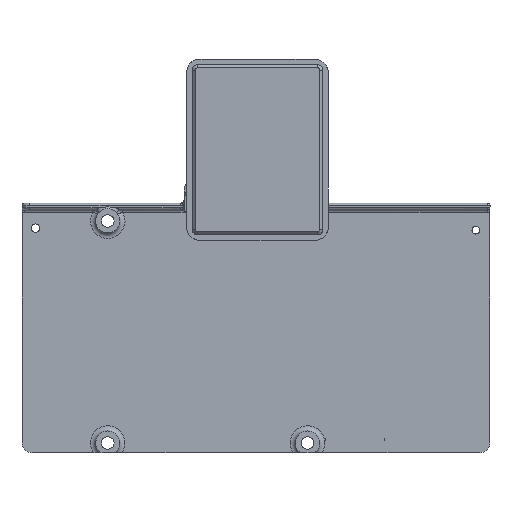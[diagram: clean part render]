
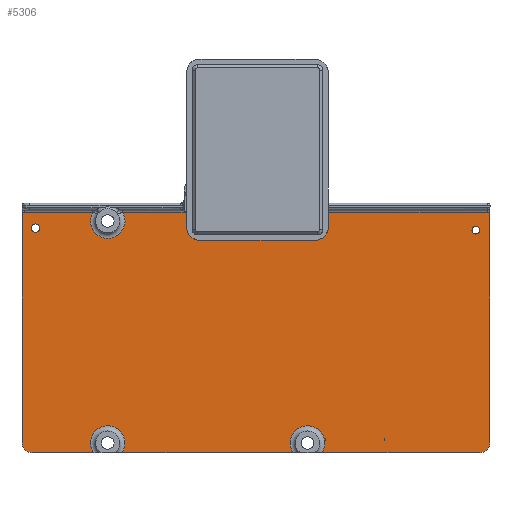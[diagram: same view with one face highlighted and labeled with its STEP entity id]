
A CAD part, top view. The second image highlights one B-rep face of the part: STEP entity #5306.
In plain terms, the highlighted planar face has unit normal (0, 0, 1).
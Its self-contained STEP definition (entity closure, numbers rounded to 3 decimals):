
#153=FACE_BOUND('',#1134,.T.);
#154=FACE_BOUND('',#1135,.T.);
#155=FACE_BOUND('',#1136,.T.);
#156=FACE_BOUND('',#1137,.T.);
#426=CIRCLE('',#5756,2.);
#443=CIRCLE('',#5785,2.);
#447=CIRCLE('',#5792,6.6);
#457=CIRCLE('',#5814,4.);
#458=CIRCLE('',#5815,6.6);
#459=CIRCLE('',#5816,6.6);
#460=CIRCLE('',#5817,4.);
#461=CIRCLE('',#5818,6.6);
#462=CIRCLE('',#5819,1.619);
#463=CIRCLE('',#5820,1.45);
#464=CIRCLE('',#5821,1.45);
#465=CIRCLE('',#5822,1.45);
#807=FACE_OUTER_BOUND('',#1133,.T.);
#1133=EDGE_LOOP('',(#4574,#4575,#4576,#4577,#4578,#4579,#4580,#4581,#4582,
#4583,#4584,#4585,#4586,#4587,#4588,#4589));
#1134=EDGE_LOOP('',(#4590));
#1135=EDGE_LOOP('',(#4591,#4592));
#1136=EDGE_LOOP('',(#4593));
#1137=EDGE_LOOP('',(#4594,#4595));
#1557=LINE('',#9129,#1996);
#1564=LINE('',#9423,#2003);
#1577=LINE('',#9624,#2016);
#1589=LINE('',#9903,#2028);
#1595=LINE('',#9929,#2034);
#1596=LINE('',#9933,#2035);
#1597=LINE('',#9937,#2036);
#1598=LINE('',#9941,#2037);
#1599=LINE('',#9949,#2038);
#1600=LINE('',#9954,#2039);
#1996=VECTOR('',#7027,10.);
#2003=VECTOR('',#7054,10.);
#2016=VECTOR('',#7097,10.);
#2028=VECTOR('',#7151,10.);
#2034=VECTOR('',#7177,10.);
#2035=VECTOR('',#7180,10.);
#2036=VECTOR('',#7183,10.);
#2037=VECTOR('',#7186,10.);
#2038=VECTOR('',#7195,10.);
#2039=VECTOR('',#7198,10.);
#2438=VERTEX_POINT('',#9114);
#2441=VERTEX_POINT('',#9119);
#2442=VERTEX_POINT('',#9128);
#2456=VERTEX_POINT('',#9399);
#2458=VERTEX_POINT('',#9419);
#2475=VERTEX_POINT('',#9602);
#2477=VERTEX_POINT('',#9620);
#2479=VERTEX_POINT('',#9626);
#2494=VERTEX_POINT('',#9902);
#2499=VERTEX_POINT('',#9928);
#2500=VERTEX_POINT('',#9930);
#2501=VERTEX_POINT('',#9932);
#2502=VERTEX_POINT('',#9934);
#2503=VERTEX_POINT('',#9936);
#2504=VERTEX_POINT('',#9938);
#2505=VERTEX_POINT('',#9940);
#2506=VERTEX_POINT('',#9944);
#2507=VERTEX_POINT('',#9946);
#2508=VERTEX_POINT('',#9947);
#2509=VERTEX_POINT('',#9950);
#2510=VERTEX_POINT('',#9952);
#2511=VERTEX_POINT('',#9953);
#3123=EDGE_CURVE('',#2441,#2438,#426,.T.);
#3124=EDGE_CURVE('',#2438,#2442,#1557,.T.);
#3148=EDGE_CURVE('',#2456,#2458,#1564,.T.);
#3175=EDGE_CURVE('',#2475,#2477,#1577,.T.);
#3178=EDGE_CURVE('',#2477,#2479,#443,.T.);
#3190=EDGE_CURVE('',#2458,#2475,#447,.T.);
#3205=EDGE_CURVE('',#2479,#2494,#1589,.T.);
#3216=EDGE_CURVE('',#2441,#2499,#1595,.T.);
#3217=EDGE_CURVE('',#2499,#2500,#457,.T.);
#3218=EDGE_CURVE('',#2500,#2501,#1596,.T.);
#3219=EDGE_CURVE('',#2502,#2501,#458,.T.);
#3220=EDGE_CURVE('',#2502,#2503,#1597,.T.);
#3221=EDGE_CURVE('',#2504,#2503,#459,.T.);
#3222=EDGE_CURVE('',#2504,#2505,#1598,.T.);
#3223=EDGE_CURVE('',#2505,#2494,#460,.T.);
#3224=EDGE_CURVE('',#2442,#2456,#461,.T.);
#3225=EDGE_CURVE('',#2506,#2506,#462,.T.);
#3226=EDGE_CURVE('',#2507,#2508,#463,.T.);
#3227=EDGE_CURVE('',#2508,#2507,#1599,.T.);
#3228=EDGE_CURVE('',#2509,#2509,#464,.T.);
#3229=EDGE_CURVE('',#2510,#2511,#1600,.T.);
#3230=EDGE_CURVE('',#2511,#2510,#465,.T.);
#4574=ORIENTED_EDGE('',*,*,#3123,.F.);
#4575=ORIENTED_EDGE('',*,*,#3216,.T.);
#4576=ORIENTED_EDGE('',*,*,#3217,.T.);
#4577=ORIENTED_EDGE('',*,*,#3218,.T.);
#4578=ORIENTED_EDGE('',*,*,#3219,.F.);
#4579=ORIENTED_EDGE('',*,*,#3220,.T.);
#4580=ORIENTED_EDGE('',*,*,#3221,.F.);
#4581=ORIENTED_EDGE('',*,*,#3222,.T.);
#4582=ORIENTED_EDGE('',*,*,#3223,.T.);
#4583=ORIENTED_EDGE('',*,*,#3205,.F.);
#4584=ORIENTED_EDGE('',*,*,#3178,.F.);
#4585=ORIENTED_EDGE('',*,*,#3175,.F.);
#4586=ORIENTED_EDGE('',*,*,#3190,.F.);
#4587=ORIENTED_EDGE('',*,*,#3148,.F.);
#4588=ORIENTED_EDGE('',*,*,#3224,.F.);
#4589=ORIENTED_EDGE('',*,*,#3124,.F.);
#4590=ORIENTED_EDGE('',*,*,#3225,.T.);
#4591=ORIENTED_EDGE('',*,*,#3226,.T.);
#4592=ORIENTED_EDGE('',*,*,#3227,.T.);
#4593=ORIENTED_EDGE('',*,*,#3228,.T.);
#4594=ORIENTED_EDGE('',*,*,#3229,.T.);
#4595=ORIENTED_EDGE('',*,*,#3230,.T.);
#5043=PLANE('',#5813);
#5306=ADVANCED_FACE('',(#807,#153,#154,#155,#156),#5043,.T.);
#5756=AXIS2_PLACEMENT_3D('',#9126,#7023,#7024);
#5785=AXIS2_PLACEMENT_3D('',#9635,#7102,#7103);
#5792=AXIS2_PLACEMENT_3D('',#9874,#7118,#7119);
#5813=AXIS2_PLACEMENT_3D('',#9927,#7175,#7176);
#5814=AXIS2_PLACEMENT_3D('',#9931,#7178,#7179);
#5815=AXIS2_PLACEMENT_3D('',#9935,#7181,#7182);
#5816=AXIS2_PLACEMENT_3D('',#9939,#7184,#7185);
#5817=AXIS2_PLACEMENT_3D('',#9942,#7187,#7188);
#5818=AXIS2_PLACEMENT_3D('',#9943,#7189,#7190);
#5819=AXIS2_PLACEMENT_3D('',#9945,#7191,#7192);
#5820=AXIS2_PLACEMENT_3D('',#9948,#7193,#7194);
#5821=AXIS2_PLACEMENT_3D('',#9951,#7196,#7197);
#5822=AXIS2_PLACEMENT_3D('',#9955,#7199,#7200);
#7023=DIRECTION('center_axis',(0.,0.,
1.));
#7024=DIRECTION('ref_axis',(-0.707,-0.707,0.));
#7027=DIRECTION('',(1.,0.,0.));
#7054=DIRECTION('',(1.,0.,0.));
#7097=DIRECTION('',(1.,0.,0.));
#7102=DIRECTION('center_axis',(0.,0.,
1.));
#7103=DIRECTION('ref_axis',(0.707,-0.707,0.));
#7118=DIRECTION('center_axis',(0.,0.,
1.));
#7119=DIRECTION('ref_axis',(0.,-1.,0.));
#7151=DIRECTION('',(0.,-1.,0.));
#7175=DIRECTION('center_axis',(0.,0.,
1.));
#7176=DIRECTION('ref_axis',(0.,1.,0.));
#7177=DIRECTION('',(0.,-1.,0.));
#7178=DIRECTION('center_axis',(0.,0.,
1.));
#7179=DIRECTION('ref_axis',(-0.707,-0.707,0.));
#7180=DIRECTION('',(1.,0.,0.));
#7181=DIRECTION('center_axis',(0.,0.,
1.));
#7182=DIRECTION('ref_axis',(0.,1.,0.));
#7183=DIRECTION('',(1.,0.,0.));
#7184=DIRECTION('center_axis',(0.,0.,
1.));
#7185=DIRECTION('ref_axis',(0.,1.,0.));
#7186=DIRECTION('',(1.,0.,0.));
#7187=DIRECTION('center_axis',(0.,0.,
1.));
#7188=DIRECTION('ref_axis',(0.707,-0.707,0.));
#7189=DIRECTION('center_axis',(0.,0.,
1.));
#7190=DIRECTION('ref_axis',(0.,-1.,0.));
#7191=DIRECTION('center_axis',(0.,0.,
-1.));
#7192=DIRECTION('ref_axis',(-1.,0.,0.));
#7193=DIRECTION('center_axis',(0.,0.,
-1.));
#7194=DIRECTION('ref_axis',(-1.,0.,0.));
#7195=DIRECTION('',(0.,1.,0.));
#7196=DIRECTION('center_axis',(0.,0.,
-1.));
#7197=DIRECTION('ref_axis',(-1.,0.,0.));
#7198=DIRECTION('',(0.,-1.,0.));
#7199=DIRECTION('center_axis',(0.,0.,
-1.));
#7200=DIRECTION('ref_axis',(-1.,0.,0.));
#9114=CARTESIAN_POINT('',(-114.256,-37.272,17.066));
#9119=CARTESIAN_POINT('',(-115.256,-37.004,17.066));
#9126=CARTESIAN_POINT('Origin',(-114.256,-35.272,17.066));
#9128=CARTESIAN_POINT('',(-88.172,-37.272,17.066));
#9129=CARTESIAN_POINT('',(-60.756,-37.272,17.066));
#9399=CARTESIAN_POINT('',(-76.74,-37.272,17.066));
#9419=CARTESIAN_POINT('',(-11.772,-37.272,17.066));
#9423=CARTESIAN_POINT('',(-60.756,-37.272,17.066));
#9602=CARTESIAN_POINT('',(-0.34,-37.272,17.066));
#9620=CARTESIAN_POINT('',(62.744,-37.272,17.066));
#9624=CARTESIAN_POINT('',(-60.756,-37.272,17.066));
#9626=CARTESIAN_POINT('',(63.744,-37.004,17.066));
#9635=CARTESIAN_POINT('Origin',(62.744,-35.272,17.066));
#9874=CARTESIAN_POINT('Origin',(-6.056,-40.572,17.066));
#9902=CARTESIAN_POINT('',(63.744,-125.272,17.066));
#9903=CARTESIAN_POINT('',(63.744,-36.272,17.066));
#9927=CARTESIAN_POINT('Origin',(-55.756,-82.772,17.066));
#9928=CARTESIAN_POINT('',(-115.256,-125.272,17.066));
#9929=CARTESIAN_POINT('',(-115.256,-59.522,17.066));
#9930=CARTESIAN_POINT('',(-111.256,-129.272,17.066));
#9931=CARTESIAN_POINT('Origin',(-111.256,-125.272,17.066));
#9932=CARTESIAN_POINT('',(-87.852,-129.272,17.066));
#9933=CARTESIAN_POINT('',(-50.756,-129.272,17.066));
#9934=CARTESIAN_POINT('',(-77.06,-129.272,17.066));
#9935=CARTESIAN_POINT('Origin',(-82.456,-125.472,17.066));
#9936=CARTESIAN_POINT('',(-11.452,-129.272,17.066));
#9937=CARTESIAN_POINT('',(-70.756,-129.272,17.066));
#9938=CARTESIAN_POINT('',(-0.66,-129.272,17.066));
#9939=CARTESIAN_POINT('Origin',(-6.056,-125.472,17.066));
#9940=CARTESIAN_POINT('',(59.744,-129.272,17.066));
#9941=CARTESIAN_POINT('',(-70.756,-129.272,17.066));
#9942=CARTESIAN_POINT('Origin',(59.744,-125.272,17.066));
#9943=CARTESIAN_POINT('Origin',(-82.456,-40.572,17.066));
#9944=CARTESIAN_POINT('',(-108.461,-43.317,17.066));
#9945=CARTESIAN_POINT('Origin',(-110.08,-43.317,17.066));
#9946=CARTESIAN_POINT('',(23.484,-123.701,17.066));
#9947=CARTESIAN_POINT('',(23.484,-124.59,17.066));
#9948=CARTESIAN_POINT('Origin',(22.104,-124.145,17.066));
#9949=CARTESIAN_POINT('',(23.484,-124.59,17.066));
#9950=CARTESIAN_POINT('',(59.747,-44.098,17.066));
#9951=CARTESIAN_POINT('Origin',(58.297,-44.098,17.066));
#9952=CARTESIAN_POINT('',(0.724,-123.701,17.066));
#9953=CARTESIAN_POINT('',(0.724,-124.59,17.066));
#9954=CARTESIAN_POINT('',(0.724,-124.59,17.066));
#9955=CARTESIAN_POINT('Origin',(2.104,-124.145,17.066));
